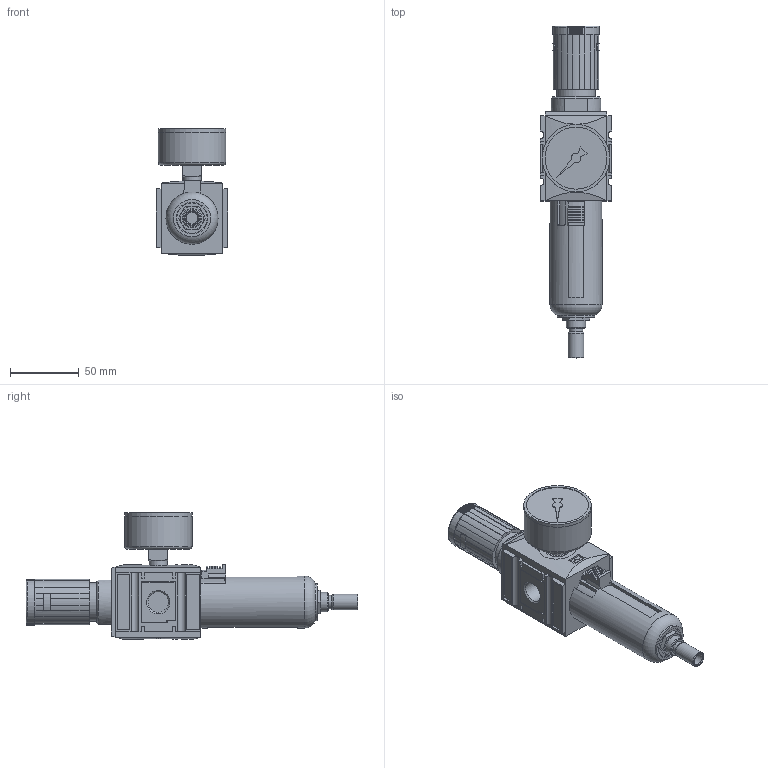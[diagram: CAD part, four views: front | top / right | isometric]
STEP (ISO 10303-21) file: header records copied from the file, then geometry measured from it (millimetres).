
FILE_DESCRIPTION(/* description */ ('STEP AP214'),/* implementation_level */ '2;1');
FILE_NAME(/* name */ '042606',/* time_stamp */ '2026-03-16T11:24:23+01:00',/* author */ ('License CC BY-ND 4.0'),/* organization */ ('CADENAS'),/* preprocessor_version */ 'ST-DEVELOPER v20',/* originating_system */ 'PARTsolutions',/* authorisation */ ' ');
FILE_SCHEMA (('AUTOMOTIVE_DESIGN {1 0 10303 214 3 1 1}'));
Length unit declared in the file: millimetre
Products named in the file (5): 042606; FU 822G 3/8000-1; FU 822-3; FU 822-2; FU 822_0
Assembly tree (4 placements, depth 2):
  042606
    FU 822G 3/8000-1
    FU 822-3
    FU 822-2
    FU 822_0
Bounding box: 52 x 241 x 92.1 mm (x, y, z)
Volume: 357176.5 mm3; surface area: 57058.1 mm2
Topology: 4 solids, 6 shells, 554 faces, 1445 edges, 946 vertices
Faces by surface type: plane 363, cylinder 148, torus 24, cone 19
Full cylindrical faces by diameter (mm): 8.566 x2, 9.728 x1, 11.3 x1, 11.445 x2, 13.157 x1, 14 x1, 14.95 x2, 15.1 x1, 16.5 x1, 16.8 x2, 22 x1, 23 x1, 27 x1, 28 x3, 36 x1, 37.8 x1, 45 x1, 48.96 x1, 49 x2
Entity records: 20761 total; most frequent: CARTESIAN_POINT 3044, DIRECTION 2945, ORIENTED_EDGE 2776, EDGE_CURVE 1388, AXIS2_PLACEMENT_3D 1034, VERTEX_POINT 933, LINE 877, VECTOR 877
